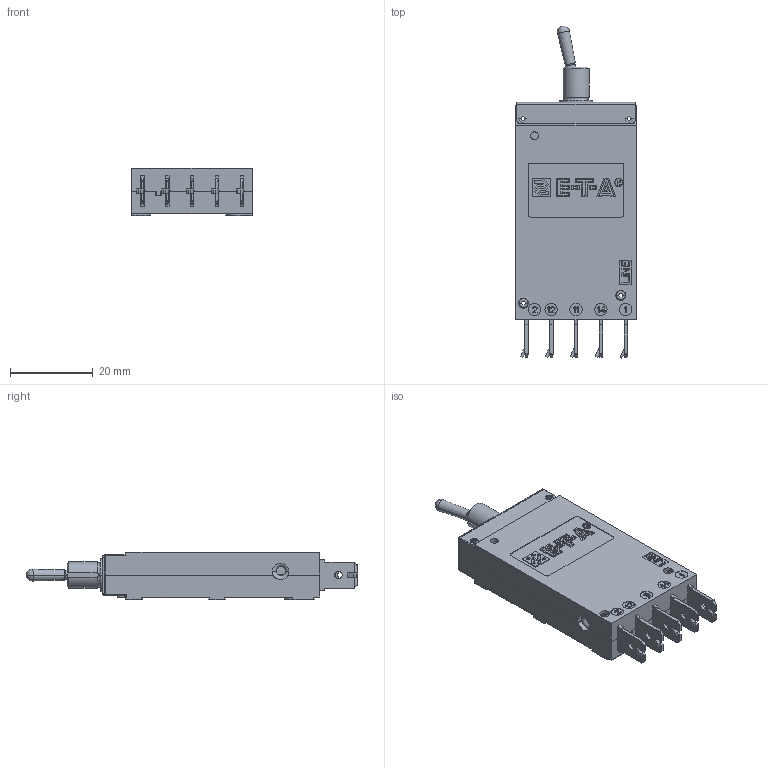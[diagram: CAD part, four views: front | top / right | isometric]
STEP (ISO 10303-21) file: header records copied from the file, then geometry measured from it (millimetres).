
FILE_DESCRIPTION((''),'2;1');
FILE_NAME('2215_G','2016-11-17T',('agerngross'),(''),'PRO/ENGINEER BY PARAMETRIC TECHNOLOGY CORPORATION, 2014200','PRO/ENGINEER BY PARAMETRIC TECHNOLOGY CORPORATION, 2014200','');
FILE_SCHEMA(('AUTOMOTIVE_DESIGN { 1 0 10303 214 1 1 1 1 }'));
Length unit declared in the file: millimetre
Products named in the file (1): 2215_G
Bounding box: 29 x 80.13 x 11.55 mm (x, y, z)
Surface area: 14011.4 mm2 (no closed solid volume)
Topology: 0 solids, 26 shells, 1487 faces, 4378 edges, 2902 vertices
Faces by surface type: plane 1102, cylinder 303, torus 28, cone 28, sphere 26
Entity records: 59447 total; most frequent: CARTESIAN_POINT 9389, ORIENTED_EDGE 8126, DIRECTION 8049, EDGE_CURVE 4369, VECTOR 3479, LINE 3479, VERTEX_POINT 2902, AXIS2_PLACEMENT_3D 2285
